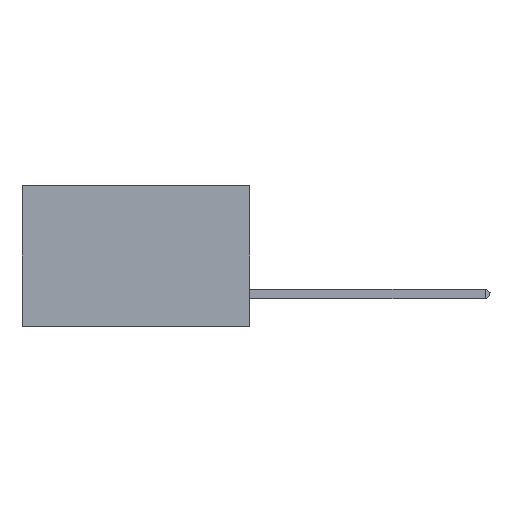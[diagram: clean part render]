
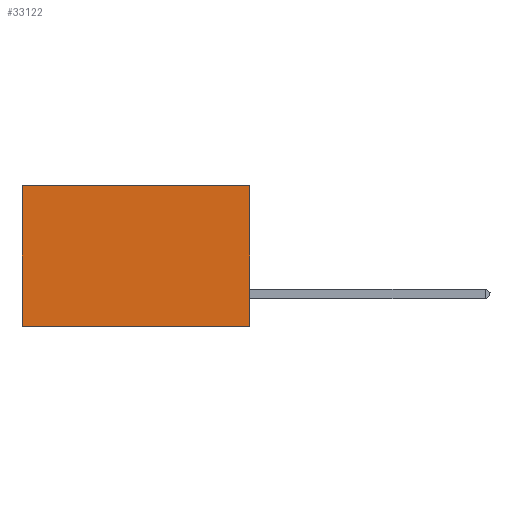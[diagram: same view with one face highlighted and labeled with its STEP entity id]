
A CAD part, left-side view. The second image highlights one B-rep face of the part: STEP entity #33122.
In plain terms, the highlighted planar face has unit normal (-1, 0, 0).
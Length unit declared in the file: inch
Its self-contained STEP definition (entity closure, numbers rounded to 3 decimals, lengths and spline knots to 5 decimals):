
#976 = EDGE_CURVE ( 'NONE', #20260, #15295, #35752, .T. ) ;
#1245 = AXIS2_PLACEMENT_3D ( 'NONE', #14924, #36512, #18035 ) ;
#1895 = VECTOR ( 'NONE', #9180, 39.37008 ) ;
#5129 = VECTOR ( 'NONE', #16177, 39.37008 ) ;
#5216 = CARTESIAN_POINT ( 'NONE',  ( 0.2875, 0., -0.37 ) ) ;
#7263 = LINE ( 'NONE', #33314, #1895 ) ;
#7631 = VERTEX_POINT ( 'NONE', #5216 ) ;
#8717 = ORIENTED_EDGE ( 'NONE', *, *, #19667, .F. ) ;
#9180 = DIRECTION ( 'NONE',  ( 0., 1., 0. ) ) ;
#11090 = FACE_OUTER_BOUND ( 'NONE', #28863, .T. ) ;
#11733 = ORIENTED_EDGE ( 'NONE', *, *, #23264, .T. ) ;
#13099 = CARTESIAN_POINT ( 'NONE',  ( 0.2875, 0., -0.37 ) ) ;
#14480 = VECTOR ( 'NONE', #37217, 39.37008 ) ;
#14924 = CARTESIAN_POINT ( 'NONE',  ( 0.2875, 0., 0. ) ) ;
#15295 = VERTEX_POINT ( 'NONE', #27420 ) ;
#15437 = EDGE_CURVE ( 'NONE', #38521, #7631, #23645, .T. ) ;
#15633 = ORIENTED_EDGE ( 'NONE', *, *, #976, .T. ) ;
#15649 = CARTESIAN_POINT ( 'NONE',  ( 0.2875, 0., 0. ) ) ;
#16177 = DIRECTION ( 'NONE',  ( 0., 1., 0. ) ) ;
#17226 = ORIENTED_EDGE ( 'NONE', *, *, #15437, .F. ) ;
#18035 = DIRECTION ( 'NONE',  ( 0., 0., -1. ) ) ;
#19667 = EDGE_CURVE ( 'NONE', #7631, #15295, #39424, .T. ) ;
#20260 = VERTEX_POINT ( 'NONE', #36927 ) ;
#23264 = EDGE_CURVE ( 'NONE', #38521, #20260, #7263, .T. ) ;
#23328 = CARTESIAN_POINT ( 'NONE',  ( 0.2875, 0.6, 0. ) ) ;
#23645 = LINE ( 'NONE', #31036, #14480 ) ;
#27420 = CARTESIAN_POINT ( 'NONE',  ( 0.2875, 0.6, -0.37 ) ) ;
#28492 = VECTOR ( 'NONE', #38831, 39.37008 ) ;
#28863 = EDGE_LOOP ( 'NONE', ( #15633, #8717, #17226, #11733 ) ) ;
#31036 = CARTESIAN_POINT ( 'NONE',  ( 0.2875, 0., 0. ) ) ;
#33122 = ADVANCED_FACE ( 'NONE', ( #11090 ), #33570, .F. ) ;
#33314 = CARTESIAN_POINT ( 'NONE',  ( 0.2875, 0., 0. ) ) ;
#33570 = PLANE ( 'NONE',  #1245 ) ;
#35752 = LINE ( 'NONE', #23328, #28492 ) ;
#36512 = DIRECTION ( 'NONE',  ( 1., 0., 0. ) ) ;
#36927 = CARTESIAN_POINT ( 'NONE',  ( 0.2875, 0.6, 0. ) ) ;
#37217 = DIRECTION ( 'NONE',  ( 0., 0., -1. ) ) ;
#38521 = VERTEX_POINT ( 'NONE', #15649 ) ;
#38831 = DIRECTION ( 'NONE',  ( 0., 0., -1. ) ) ;
#39424 = LINE ( 'NONE', #13099, #5129 ) ;
